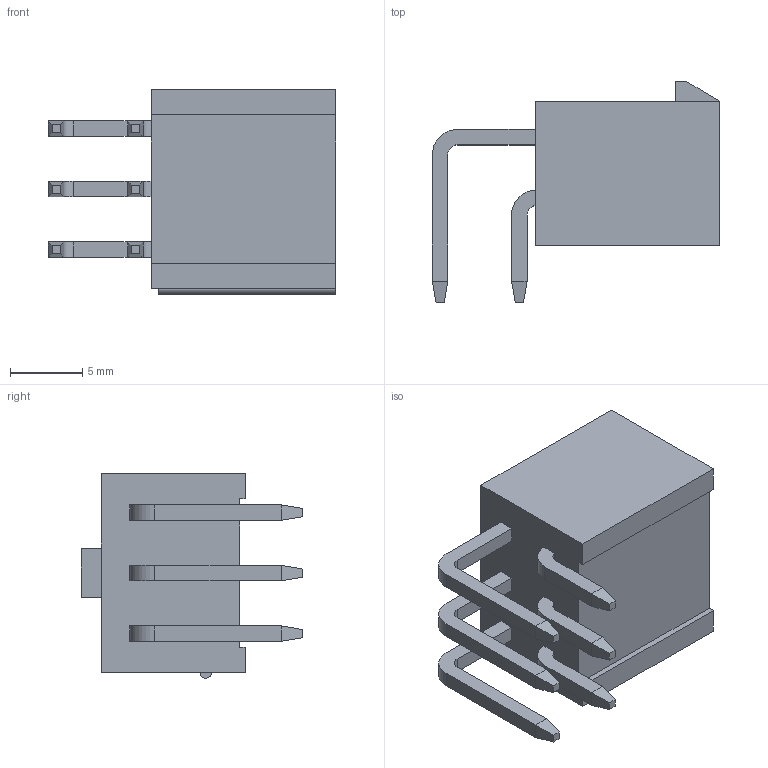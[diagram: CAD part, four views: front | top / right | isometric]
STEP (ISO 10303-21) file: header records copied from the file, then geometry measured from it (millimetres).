
FILE_DESCRIPTION((''),'2;1');
FILE_NAME('353180620','2014-11-19T',('me'),(''),'PRO/ENGINEER BY PARAMETRIC TECHNOLOGY CORPORATION, 2011490','PRO/ENGINEER BY PARAMETRIC TECHNOLOGY CORPORATION, 2011490','');
FILE_SCHEMA(('CONFIG_CONTROL_DESIGN'));
Length unit declared in the file: millimetre
Products named in the file (1): 353180620
Bounding box: 19.93 x 15.4 x 14.2 mm (x, y, z)
Volume: 1158.4 mm3; surface area: 2096.5 mm2
Topology: 1 solids, 1 shells, 179 faces, 439 edges, 280 vertices
Faces by surface type: plane 166, cylinder 13
Entity records: 5164 total; most frequent: CARTESIAN_POINT 887, ORIENTED_EDGE 854, DIRECTION 837, EDGE_CURVE 427, VECTOR 401, LINE 401, VERTEX_POINT 268, AXIS2_PLACEMENT_3D 218
